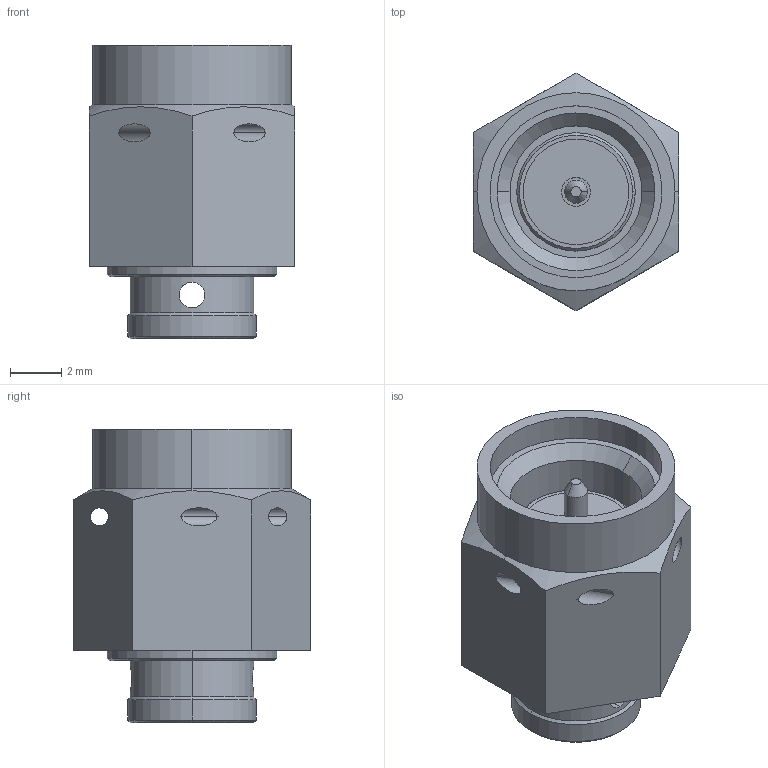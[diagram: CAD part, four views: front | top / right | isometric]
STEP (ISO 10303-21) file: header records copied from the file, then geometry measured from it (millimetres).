
FILE_DESCRIPTION (( 'STEP AP203' ), '1' );
FILE_NAME ('研-50-875瑞蕴-02.STEP', '2020-03-05T02:46:09', ( '' ), ( '' ), 'SwSTEP 2.0', 'SolidWorks 2017', '' );
FILE_SCHEMA (( 'CONFIG_CONTROL_DESIGN' ));
Length unit declared in the file: millimetre
Products named in the file (1): 研-50-875瑞蕴-02
Bounding box: 8 x 9.24 x 11.4 mm (x, y, z)
Volume: 380.3 mm3; surface area: 599.8 mm2
Topology: 1 solids, 1 shells, 76 faces, 168 edges, 103 vertices
Faces by surface type: cylinder 36, cone 22, plane 18
Entity records: 2259 total; most frequent: CARTESIAN_POINT 502, DIRECTION 360, ORIENTED_EDGE 332, EDGE_CURVE 166, AXIS2_PLACEMENT_3D 145, VERTEX_POINT 103, EDGE_LOOP 97, ADVANCED_FACE 76
